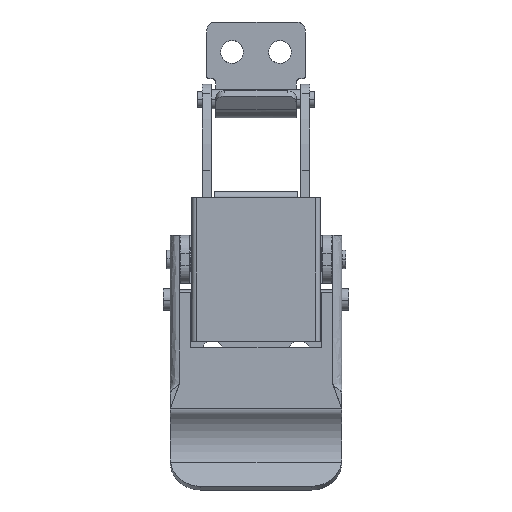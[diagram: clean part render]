
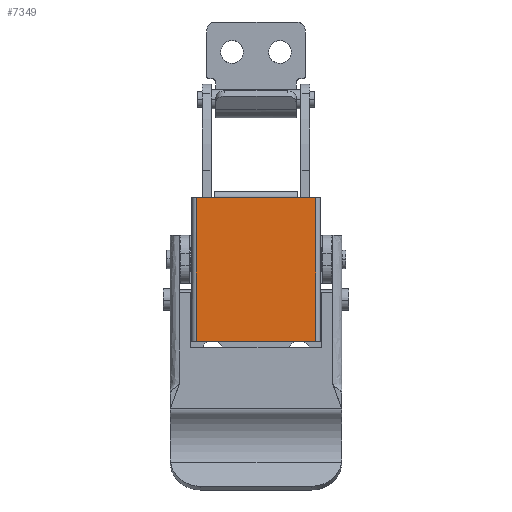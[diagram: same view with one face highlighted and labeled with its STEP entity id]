
A CAD part, front view. The second image highlights one B-rep face of the part: STEP entity #7349.
In plain terms, the highlighted free-form (B-spline) face has degree [1, 1] with [2, 2] control points.
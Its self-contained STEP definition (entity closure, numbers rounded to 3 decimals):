
#6715=CARTESIAN_POINT('',(-9.95,-5.5,17.0));
#6716=VERTEX_POINT('',#6715);
#6737=CARTESIAN_POINT('',(-9.95,-5.5,-7.));
#6738=VERTEX_POINT('',#6737);
#6752=CARTESIAN_POINT('',(-9.95,-5.5,17.0));
#6753=CARTESIAN_POINT('',(-9.95,-5.5,-7.));
#6754=QUASI_UNIFORM_CURVE('',1,(#6752,#6753),.UNSPECIFIED.,.F.,.U.);
#6755=EDGE_CURVE('',#6716,#6738,#6754,.T.);
#6774=CARTESIAN_POINT('',(9.95,-5.5,17.0));
#6775=VERTEX_POINT('',#6774);
#6791=CARTESIAN_POINT('',(9.95,-5.5,-7.));
#6792=VERTEX_POINT('',#6791);
#6793=CARTESIAN_POINT('',(9.95,-5.5,-7.));
#6794=CARTESIAN_POINT('',(9.95,-5.5,17.0));
#6795=QUASI_UNIFORM_CURVE('',1,(#6793,#6794),.UNSPECIFIED.,.F.,.U.);
#6796=EDGE_CURVE('',#6792,#6775,#6795,.T.);
#6900=CARTESIAN_POINT('',(-7.0,-5.5,17.0));
#6901=VERTEX_POINT('',#6900);
#6958=CARTESIAN_POINT('',(7.0,-5.5,17.0));
#6959=VERTEX_POINT('',#6958);
#7076=CARTESIAN_POINT('',(7.0,-5.5,17.0));
#7077=CARTESIAN_POINT('',(-7.0,-5.5,17.0));
#7078=QUASI_UNIFORM_CURVE('',1,(#7076,#7077),.UNSPECIFIED.,.F.,.U.);
#7079=EDGE_CURVE('',#6959,#6901,#7078,.T.);
#7309=CARTESIAN_POINT('',(9.95,-5.5,-7.));
#7310=CARTESIAN_POINT('',(-9.95,-5.5,-7.));
#7311=QUASI_UNIFORM_CURVE('',1,(#7309,#7310),.UNSPECIFIED.,.F.,.U.);
#7312=EDGE_CURVE('',#6792,#6738,#7311,.T.);
#7328=CARTESIAN_POINT('',(-10.944,-5.5,-8.199));
#7329=CARTESIAN_POINT('',(-10.944,-5.5,18.199));
#7330=CARTESIAN_POINT('',(10.944,-5.5,-8.199));
#7331=CARTESIAN_POINT('',(10.944,-5.5,18.199));
#7332=B_SPLINE_SURFACE_WITH_KNOTS('',1,1,((#7328,#7330),(#7329,#7331)),.UNSPECIFIED.,.F.,.F.,.U.,(2,2),(2,2),(0.0,26.398),(0.0,21.888),.UNSPECIFIED.);
#7333=ORIENTED_EDGE('',*,*,#7312,.F.);
#7334=ORIENTED_EDGE('',*,*,#6796,.T.);
#7335=CARTESIAN_POINT('',(9.95,-5.5,17.0));
#7336=CARTESIAN_POINT('',(7.0,-5.5,17.0));
#7337=QUASI_UNIFORM_CURVE('',1,(#7335,#7336),.UNSPECIFIED.,.F.,.U.);
#7338=EDGE_CURVE('',#6775,#6959,#7337,.T.);
#7339=ORIENTED_EDGE('',*,*,#7338,.T.);
#7340=ORIENTED_EDGE('',*,*,#7079,.T.);
#7341=CARTESIAN_POINT('',(-7.0,-5.5,17.0));
#7342=CARTESIAN_POINT('',(-9.95,-5.5,17.0));
#7343=QUASI_UNIFORM_CURVE('',1,(#7341,#7342),.UNSPECIFIED.,.F.,.U.);
#7344=EDGE_CURVE('',#6901,#6716,#7343,.T.);
#7345=ORIENTED_EDGE('',*,*,#7344,.T.);
#7346=ORIENTED_EDGE('',*,*,#6755,.T.);
#7347=EDGE_LOOP('',(#7333,#7334,#7339,#7340,#7345,#7346));
#7348=FACE_OUTER_BOUND('',#7347,.T.);
#7349=ADVANCED_FACE('',(#7348),#7332,.F.);
